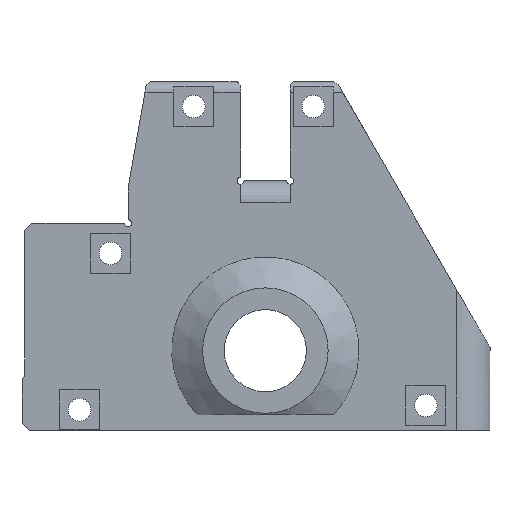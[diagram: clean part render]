
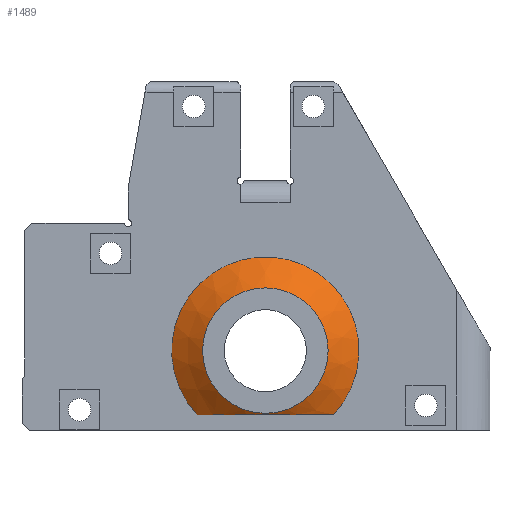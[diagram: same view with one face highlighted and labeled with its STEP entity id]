
A CAD part, left-side view. The second image highlights one B-rep face of the part: STEP entity #1489.
In plain terms, the highlighted conical face has half-angle 55 degrees and reference radius 11.767 mm.
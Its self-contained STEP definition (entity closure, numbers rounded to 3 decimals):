
#24=(
BOUNDED_CURVE()
B_SPLINE_CURVE(2,(#2285,#2286,#2287),.UNSPECIFIED.,.F.,.F.)
B_SPLINE_CURVE_WITH_KNOTS((3,3),(0.133,1.219),
 .UNSPECIFIED.)
CURVE()
GEOMETRIC_REPRESENTATION_ITEM()
RATIONAL_B_SPLINE_CURVE((1.064,1.31,1.31))
REPRESENTATION_ITEM('')
);
#25=(
BOUNDED_CURVE()
B_SPLINE_CURVE(2,(#2288,#2289,#2290),.UNSPECIFIED.,.F.,.F.)
B_SPLINE_CURVE_WITH_KNOTS((3,3),(1.219,2.304),
 .UNSPECIFIED.)
CURVE()
GEOMETRIC_REPRESENTATION_ITEM()
RATIONAL_B_SPLINE_CURVE((1.31,1.31,1.064))
REPRESENTATION_ITEM('')
);
#28=CONICAL_SURFACE('',#1621,11.767,0.96);
#80=CIRCLE('',#1559,13.234);
#81=CIRCLE('',#1562,8.871);
#160=FACE_OUTER_BOUND('',#258,.T.);
#258=EDGE_LOOP('',(#1304,#1305,#1306,#1307,#1308,#1309));
#425=LINE('',#2471,#589);
#589=VECTOR('',#2001,11.767);
#690=VERTEX_POINT('',#2263);
#691=VERTEX_POINT('',#2264);
#700=VERTEX_POINT('',#2284);
#701=VERTEX_POINT('',#2292);
#846=EDGE_CURVE('',#690,#691,#80,.T.);
#856=EDGE_CURVE('',#691,#700,#24,.T.);
#857=EDGE_CURVE('',#700,#690,#25,.T.);
#858=EDGE_CURVE('',#701,#701,#81,.F.);
#934=EDGE_CURVE('',#700,#701,#425,.T.);
#1304=ORIENTED_EDGE('',*,*,#856,.T.);
#1305=ORIENTED_EDGE('',*,*,#934,.T.);
#1306=ORIENTED_EDGE('',*,*,#858,.F.);
#1307=ORIENTED_EDGE('',*,*,#934,.F.);
#1308=ORIENTED_EDGE('',*,*,#857,.T.);
#1309=ORIENTED_EDGE('',*,*,#846,.T.);
#1489=ADVANCED_FACE('',(#160),#28,.T.);
#1559=AXIS2_PLACEMENT_3D('',#2265,#1812,#1813);
#1562=AXIS2_PLACEMENT_3D('',#2293,#1827,#1828);
#1621=AXIS2_PLACEMENT_3D('',#2470,#1999,#2000);
#1812=DIRECTION('center_axis',(-1.,0.,0.));
#1813=DIRECTION('ref_axis',(0.,0.,1.));
#1827=DIRECTION('center_axis',(1.,0.,0.));
#1828=DIRECTION('ref_axis',(0.,0.,1.));
#1999=DIRECTION('center_axis',(1.,0.,0.));
#2000=DIRECTION('ref_axis',(0.,0.,1.));
#2001=DIRECTION('',(-0.574,0.,0.819));
#2263=CARTESIAN_POINT('',(-7.95,-9.656,-9.05));
#2264=CARTESIAN_POINT('',(-7.95,9.656,-9.05));
#2265=CARTESIAN_POINT('Origin',(-7.95,0.,0.));
#2284=CARTESIAN_POINT('',(-10.88,0.,-9.05));
#2285=CARTESIAN_POINT('Ctrl Pts',(-7.95,9.656,-9.05));
#2286=CARTESIAN_POINT('Ctrl Pts',(-10.88,3.921,-9.05));
#2287=CARTESIAN_POINT('Ctrl Pts',(-10.88,0.,
-9.05));
#2288=CARTESIAN_POINT('Ctrl Pts',(-10.88,0.,
-9.05));
#2289=CARTESIAN_POINT('Ctrl Pts',(-10.88,-3.921,-9.05));
#2290=CARTESIAN_POINT('Ctrl Pts',(-7.95,-9.656,-9.05));
#2292=CARTESIAN_POINT('',(-11.005,0.,-8.871));
#2293=CARTESIAN_POINT('Origin',(-11.005,0.,0.));
#2470=CARTESIAN_POINT('Origin',(-8.977,0.,0.));
#2471=CARTESIAN_POINT('',(-8.977,0.,-11.767));
